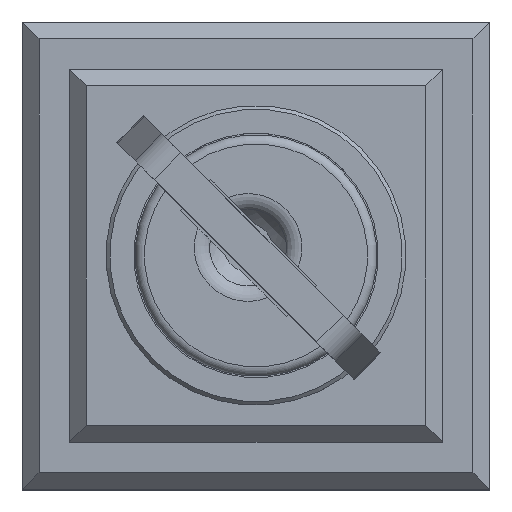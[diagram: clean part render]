
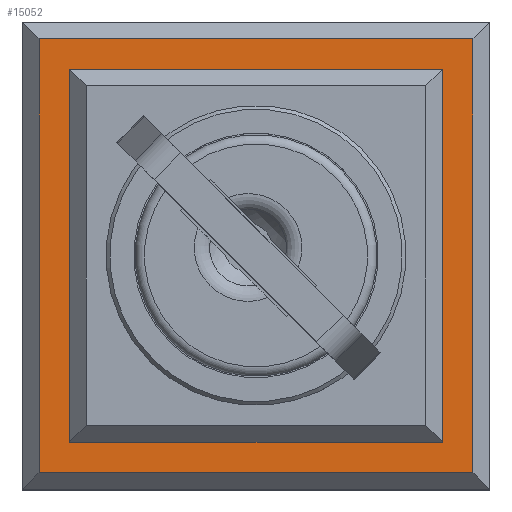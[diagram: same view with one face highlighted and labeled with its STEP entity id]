
A CAD part, top view. The second image highlights one B-rep face of the part: STEP entity #15052.
In plain terms, the highlighted planar face has unit normal (0, 0, 1).
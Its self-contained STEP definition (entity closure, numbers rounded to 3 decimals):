
#83=FACE_BOUND('',#1740,.T.);
#926=FACE_OUTER_BOUND('',#1739,.T.);
#1739=EDGE_LOOP('',(#13538,#13539,#13540,#13541));
#1740=EDGE_LOOP('',(#13542,#13543,#13544,#13545));
#1990=LINE('',#20105,#3919);
#1994=LINE('',#20113,#3923);
#3788=LINE('',#23973,#5717);
#3800=LINE('',#23995,#5729);
#3838=LINE('',#24211,#5767);
#3839=LINE('',#24213,#5768);
#3840=LINE('',#24215,#5769);
#3841=LINE('',#24216,#5770);
#3919=VECTOR('',#16295,10.);
#3923=VECTOR('',#16301,10.);
#5717=VECTOR('',#19605,10.);
#5729=VECTOR('',#19627,10.);
#5767=VECTOR('',#19801,10.);
#5768=VECTOR('',#19802,10.);
#5769=VECTOR('',#19803,10.);
#5770=VECTOR('',#19804,10.);
#5865=VERTEX_POINT('',#20103);
#5866=VERTEX_POINT('',#20104);
#5869=VERTEX_POINT('',#20112);
#7142=VERTEX_POINT('',#23972);
#7196=VERTEX_POINT('',#24209);
#7197=VERTEX_POINT('',#24210);
#7198=VERTEX_POINT('',#24212);
#7199=VERTEX_POINT('',#24214);
#7315=EDGE_CURVE('',#5865,#5866,#1990,.T.);
#7319=EDGE_CURVE('',#5866,#5869,#1994,.T.);
#9218=EDGE_CURVE('',#5869,#7142,#3788,.T.);
#9230=EDGE_CURVE('',#7142,#5865,#3800,.T.);
#9316=EDGE_CURVE('',#7196,#7197,#3838,.T.);
#9317=EDGE_CURVE('',#7198,#7196,#3839,.T.);
#9318=EDGE_CURVE('',#7199,#7198,#3840,.T.);
#9319=EDGE_CURVE('',#7197,#7199,#3841,.T.);
#13538=ORIENTED_EDGE('',*,*,#9316,.F.);
#13539=ORIENTED_EDGE('',*,*,#9317,.F.);
#13540=ORIENTED_EDGE('',*,*,#9318,.F.);
#13541=ORIENTED_EDGE('',*,*,#9319,.F.);
#13542=ORIENTED_EDGE('',*,*,#9218,.F.);
#13543=ORIENTED_EDGE('',*,*,#7319,.F.);
#13544=ORIENTED_EDGE('',*,*,#7315,.F.);
#13545=ORIENTED_EDGE('',*,*,#9230,.F.);
#14284=PLANE('',#16019);
#15052=ADVANCED_FACE('',(#926,#83),#14284,.T.);
#16019=AXIS2_PLACEMENT_3D('',#24208,#19799,#19800);
#16295=DIRECTION('',(0.,1.,0.));
#16301=DIRECTION('',(-1.,0.,0.));
#19605=DIRECTION('',(0.,-1.,0.));
#19627=DIRECTION('',(1.,0.,0.));
#19799=DIRECTION('center_axis',(0.,0.,
1.));
#19800=DIRECTION('ref_axis',(-1.,0.,0.));
#19801=DIRECTION('',(0.,1.,0.));
#19802=DIRECTION('',(-1.,0.,0.));
#19803=DIRECTION('',(0.,-1.,0.));
#19804=DIRECTION('',(1.,0.,0.));
#20103=CARTESIAN_POINT('',(9.95,-9.95,22.7));
#20104=CARTESIAN_POINT('',(9.95,9.95,22.7));
#20105=CARTESIAN_POINT('',(9.95,-4.975,22.7));
#20112=CARTESIAN_POINT('',(-9.95,9.95,22.7));
#20113=CARTESIAN_POINT('',(4.975,9.95,22.7));
#23972=CARTESIAN_POINT('',(-9.95,-9.95,22.7));
#23973=CARTESIAN_POINT('',(-9.95,4.975,22.7));
#23995=CARTESIAN_POINT('',(-4.975,-9.95,22.7));
#24208=CARTESIAN_POINT('Origin',(0.,0.,
22.7));
#24209=CARTESIAN_POINT('',(-11.575,-11.575,22.7));
#24210=CARTESIAN_POINT('',(-11.575,11.575,22.7));
#24211=CARTESIAN_POINT('',(-11.575,-6.238,22.7));
#24212=CARTESIAN_POINT('',(11.575,-11.575,22.7));
#24213=CARTESIAN_POINT('',(6.238,-11.575,22.7));
#24214=CARTESIAN_POINT('',(11.575,11.575,22.7));
#24215=CARTESIAN_POINT('',(11.575,6.238,22.7));
#24216=CARTESIAN_POINT('',(-6.238,11.575,22.7));
